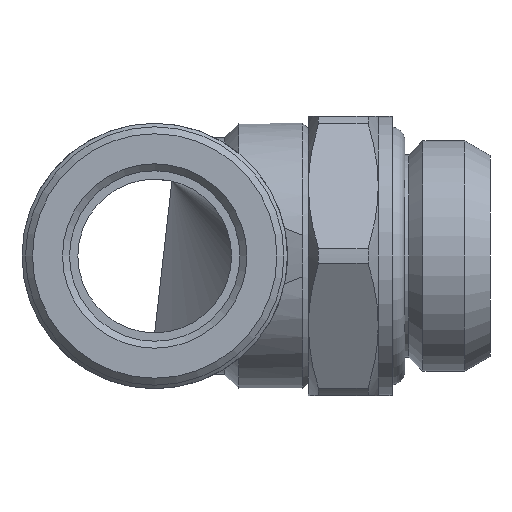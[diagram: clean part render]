
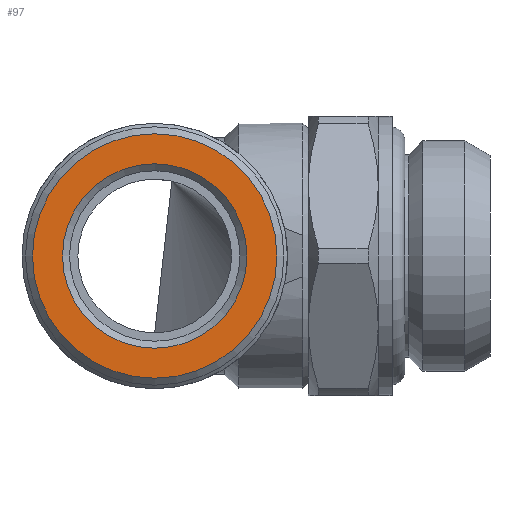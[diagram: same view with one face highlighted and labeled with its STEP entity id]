
A CAD part, left-side view. The second image highlights one B-rep face of the part: STEP entity #97.
In plain terms, the highlighted planar face has unit normal (-1, 0, 0).
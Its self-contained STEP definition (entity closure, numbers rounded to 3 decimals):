
#97 = ADVANCED_FACE( 'NONE', ( #204, #205 ), #206, .F. );
#204 = FACE_OUTER_BOUND( '', #431, .T. );
#205 = FACE_BOUND( '', #432, .T. );
#206 = PLANE( '', #433 );
#431 = EDGE_LOOP( '', ( #789 ) );
#432 = EDGE_LOOP( '', ( #790 ) );
#433 = AXIS2_PLACEMENT_3D( '', #791, #792, #793 );
#789 = ORIENTED_EDGE( '', *, *, #1308, .F. );
#790 = ORIENTED_EDGE( '', *, *, #1309, .T. );
#791 = CARTESIAN_POINT( '', ( -28.5, 8.75, 0. ) );
#792 = DIRECTION( '', ( 1., 0., 0. ) );
#793 = DIRECTION( '', ( 0., 0., 1. ) );
#1308 = EDGE_CURVE( 'NONE', #1725, #1725, #1726, .T. );
#1309 = EDGE_CURVE( 'NONE', #1727, #1727, #1728, .T. );
#1725 = VERTEX_POINT( '', #2362 );
#1726 = CIRCLE( '', #2363, 8.75 );
#1727 = VERTEX_POINT( '', #2364 );
#1728 = CIRCLE( '', #2365, 6.6 );
#2362 = CARTESIAN_POINT( '', ( -28.5, 0., 8.75 ) );
#2363 = AXIS2_PLACEMENT_3D( '', #2728, #2729, #2730 );
#2364 = CARTESIAN_POINT( '', ( -28.5, 0., 6.6 ) );
#2365 = AXIS2_PLACEMENT_3D( '', #2731, #2732, #2733 );
#2728 = CARTESIAN_POINT( '', ( -28.5, 0., 0. ) );
#2729 = DIRECTION( '', ( 1., 0., 0. ) );
#2730 = DIRECTION( '', ( 0., 0., 1. ) );
#2731 = CARTESIAN_POINT( '', ( -28.5, 0., 0. ) );
#2732 = DIRECTION( '', ( 1., 0., 0. ) );
#2733 = DIRECTION( '', ( 0., 0., 1. ) );
